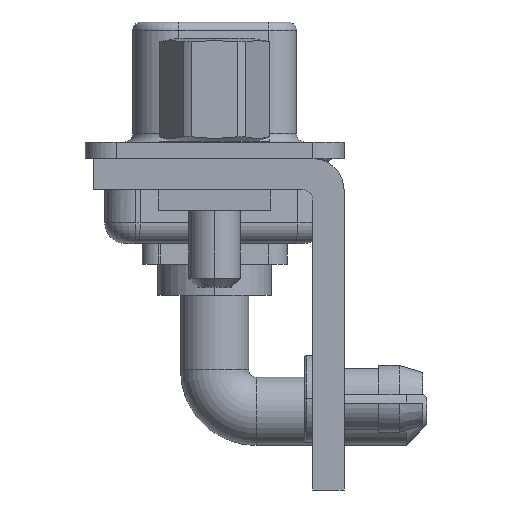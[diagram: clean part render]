
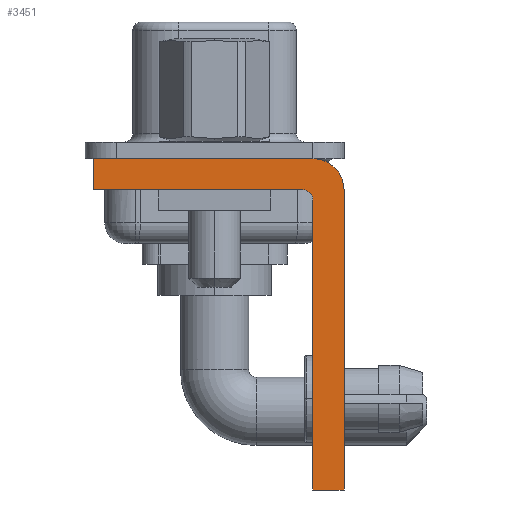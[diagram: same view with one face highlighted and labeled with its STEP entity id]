
A CAD part, left-side view. The second image highlights one B-rep face of the part: STEP entity #3451.
In plain terms, the highlighted planar face has unit normal (-1, 0, 0).
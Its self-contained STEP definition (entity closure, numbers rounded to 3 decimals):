
#180 = VECTOR ( 'NONE', #6523, 1000. ) ;
#309 = LINE ( 'NONE', #2033, #180 ) ;
#490 = CARTESIAN_POINT ( 'NONE',  ( -15.5, -4.25, -2.3 ) ) ;
#496 = EDGE_CURVE ( 'NONE', #7080, #732, #2191, .T. ) ;
#591 = DIRECTION ( 'NONE',  ( 0., -1., 0. ) ) ;
#723 = EDGE_CURVE ( 'NONE', #1770, #7416, #3447, .T. ) ;
#732 = VERTEX_POINT ( 'NONE', #10180 ) ;
#860 = CARTESIAN_POINT ( 'NONE',  ( -15.5, 5.85, -2.3 ) ) ;
#1224 = CARTESIAN_POINT ( 'NONE',  ( -15.5, 5.85, -0.8 ) ) ;
#1245 = VECTOR ( 'NONE', #2449, 1000. ) ;
#1770 = VERTEX_POINT ( 'NONE', #860 ) ;
#1839 = ORIENTED_EDGE ( 'NONE', *, *, #3114, .F. ) ;
#1889 = DIRECTION ( 'NONE',  ( 0., 0., 1. ) ) ;
#1936 = CIRCLE ( 'NONE', #6033, 0.5 ) ;
#2033 = CARTESIAN_POINT ( 'NONE',  ( -15.5, -4.75, -16.8 ) ) ;
#2191 = CIRCLE ( 'NONE', #8406, 1.5 ) ;
#2206 = DIRECTION ( 'NONE',  ( 1., 0., 0. ) ) ;
#2315 = EDGE_CURVE ( 'NONE', #9572, #10580, #5803, .T. ) ;
#2449 = DIRECTION ( 'NONE',  ( 0., 0., 1. ) ) ;
#2630 = LINE ( 'NONE', #4471, #7528 ) ;
#2671 = VECTOR ( 'NONE', #9037, 1000. ) ;
#2786 = EDGE_CURVE ( 'NONE', #732, #9572, #6316, .T. ) ;
#2904 = EDGE_LOOP ( 'NONE', ( #3283, #4135, #4343, #9952, #10116, #1839, #3847, #4458 ) ) ;
#3114 = EDGE_CURVE ( 'NONE', #7416, #7080, #2630, .T. ) ;
#3145 = FACE_OUTER_BOUND ( 'NONE', #2904, .T. ) ;
#3283 = ORIENTED_EDGE ( 'NONE', *, *, #5977, .F. ) ;
#3447 = LINE ( 'NONE', #10951, #1245 ) ;
#3451 = ADVANCED_FACE ( 'NONE', ( #3145 ), #8050, .F. ) ;
#3847 = ORIENTED_EDGE ( 'NONE', *, *, #723, .F. ) ;
#4135 = ORIENTED_EDGE ( 'NONE', *, *, #6118, .F. ) ;
#4172 = VECTOR ( 'NONE', #6528, 1000. ) ;
#4343 = ORIENTED_EDGE ( 'NONE', *, *, #2315, .F. ) ;
#4458 = ORIENTED_EDGE ( 'NONE', *, *, #9932, .F. ) ;
#4471 = CARTESIAN_POINT ( 'NONE',  ( -15.5, 5.85, -0.8 ) ) ;
#4629 = DIRECTION ( 'NONE',  ( 1., 0., 0. ) ) ;
#4827 = CARTESIAN_POINT ( 'NONE',  ( -15.5, 0., 0. ) ) ;
#4881 = DIRECTION ( 'NONE',  ( 0., 1., 0. ) ) ;
#5049 = AXIS2_PLACEMENT_3D ( 'NONE', #4827, #2206, #4881 ) ;
#5254 = VERTEX_POINT ( 'NONE', #5560 ) ;
#5343 = CARTESIAN_POINT ( 'NONE',  ( -15.5, -4.75, -2.3 ) ) ;
#5536 = DIRECTION ( 'NONE',  ( 0., 0., -1. ) ) ;
#5560 = CARTESIAN_POINT ( 'NONE',  ( -15.5, -4.25, -2.3 ) ) ;
#5803 = LINE ( 'NONE', #7411, #4172 ) ;
#5977 = EDGE_CURVE ( 'NONE', #8019, #5254, #1936, .T. ) ;
#6033 = AXIS2_PLACEMENT_3D ( 'NONE', #8197, #9908, #591 ) ;
#6118 = EDGE_CURVE ( 'NONE', #10580, #8019, #309, .T. ) ;
#6164 = CARTESIAN_POINT ( 'NONE',  ( -15.5, -6.25, -16.8 ) ) ;
#6316 = LINE ( 'NONE', #8148, #10035 ) ;
#6338 = CARTESIAN_POINT ( 'NONE',  ( -15.5, -4.75, -16.8 ) ) ;
#6523 = DIRECTION ( 'NONE',  ( 0., 0., 1. ) ) ;
#6528 = DIRECTION ( 'NONE',  ( 0., 1., 0. ) ) ;
#6967 = DIRECTION ( 'NONE',  ( 0., -1., 0. ) ) ;
#7080 = VERTEX_POINT ( 'NONE', #10857 ) ;
#7411 = CARTESIAN_POINT ( 'NONE',  ( -15.5, -6.25, -16.8 ) ) ;
#7416 = VERTEX_POINT ( 'NONE', #1224 ) ;
#7528 = VECTOR ( 'NONE', #6967, 1000. ) ;
#8019 = VERTEX_POINT ( 'NONE', #9205 ) ;
#8050 = PLANE ( 'NONE',  #5049 ) ;
#8148 = CARTESIAN_POINT ( 'NONE',  ( -15.5, -6.25, -2.3 ) ) ;
#8197 = CARTESIAN_POINT ( 'NONE',  ( -15.5, -4.25, -2.8 ) ) ;
#8406 = AXIS2_PLACEMENT_3D ( 'NONE', #5343, #4629, #1889 ) ;
#9037 = DIRECTION ( 'NONE',  ( 0., 1., 0. ) ) ;
#9095 = LINE ( 'NONE', #490, #2671 ) ;
#9205 = CARTESIAN_POINT ( 'NONE',  ( -15.5, -4.75, -2.8 ) ) ;
#9572 = VERTEX_POINT ( 'NONE', #6164 ) ;
#9908 = DIRECTION ( 'NONE',  ( -1., 0., 0. ) ) ;
#9932 = EDGE_CURVE ( 'NONE', #5254, #1770, #9095, .T. ) ;
#9952 = ORIENTED_EDGE ( 'NONE', *, *, #2786, .F. ) ;
#10035 = VECTOR ( 'NONE', #5536, 1000. ) ;
#10116 = ORIENTED_EDGE ( 'NONE', *, *, #496, .F. ) ;
#10180 = CARTESIAN_POINT ( 'NONE',  ( -15.5, -6.25, -2.3 ) ) ;
#10580 = VERTEX_POINT ( 'NONE', #6338 ) ;
#10857 = CARTESIAN_POINT ( 'NONE',  ( -15.5, -4.75, -0.8 ) ) ;
#10951 = CARTESIAN_POINT ( 'NONE',  ( -15.5, 5.85, -2.3 ) ) ;
